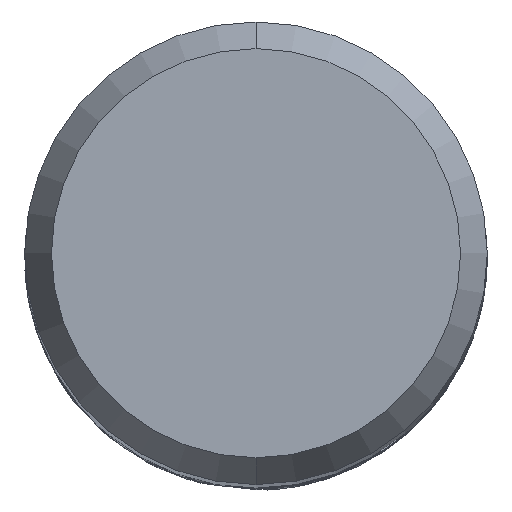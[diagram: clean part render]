
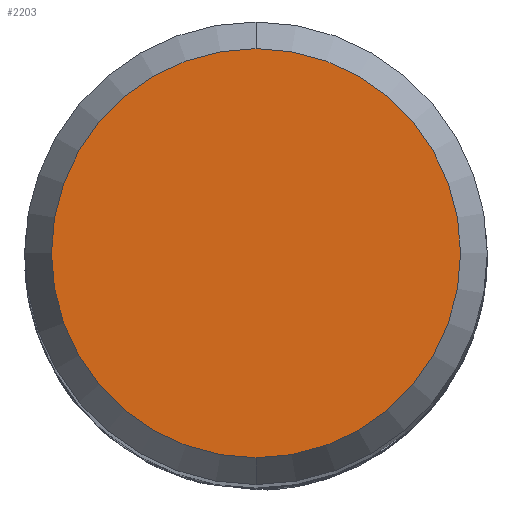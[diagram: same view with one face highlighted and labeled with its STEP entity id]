
A CAD part, top view. The second image highlights one B-rep face of the part: STEP entity #2203.
In plain terms, the highlighted planar face has unit normal (0, 0, 1).
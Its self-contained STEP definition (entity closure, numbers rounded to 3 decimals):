
#865=EDGE_CURVE('',#1299,#1883,#2383,.T.);
#1197=EDGE_CURVE('',#1883,#1299,#2746,.T.);
#1299=VERTEX_POINT('',#2859);
#1883=VERTEX_POINT('',#3485);
#2203=ADVANCED_FACE('',(#3836),#3837,.T.);
#2383=CIRCLE('',#4804,4.423);
#2746=CIRCLE('',#7756,4.423);
#2859=CARTESIAN_POINT('',(0.,-4.423,0.0));
#3485=CARTESIAN_POINT('',(0.0,4.423,0.0));
#3836=FACE_OUTER_BOUND('',#17009,.T.);
#3837=PLANE('',#17010);
#4804=AXIS2_PLACEMENT_3D('',#18110,#18111,#18112);
#7756=AXIS2_PLACEMENT_3D('',#18465,#18466,#18467);
#17009=EDGE_LOOP('',(#19615,#19616));
#17010=AXIS2_PLACEMENT_3D('',#19617,#19618,#19619);
#18110=CARTESIAN_POINT('',(0.0,0.0,0.0));
#18111=DIRECTION('',(0.0,0.0,-1.0));
#18112=DIRECTION('',(0.0,1.0,0.0));
#18465=CARTESIAN_POINT('',(0.0,0.0,0.0));
#18466=DIRECTION('',(0.0,0.0,-1.0));
#18467=DIRECTION('',(0.0,1.0,0.0));
#19615=ORIENTED_EDGE('',*,*,#1197,.F.);
#19616=ORIENTED_EDGE('',*,*,#865,.F.);
#19617=CARTESIAN_POINT('',(0.0,2.211,0.0));
#19618=DIRECTION('',(-0.0,0.0,1.0));
#19619=DIRECTION('',(0.0,-1.0,0.0));
